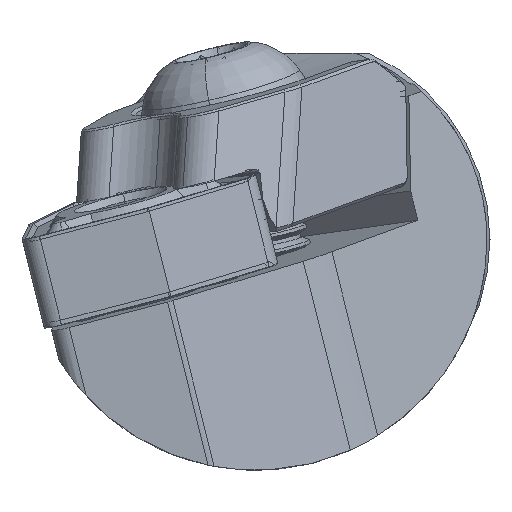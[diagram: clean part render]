
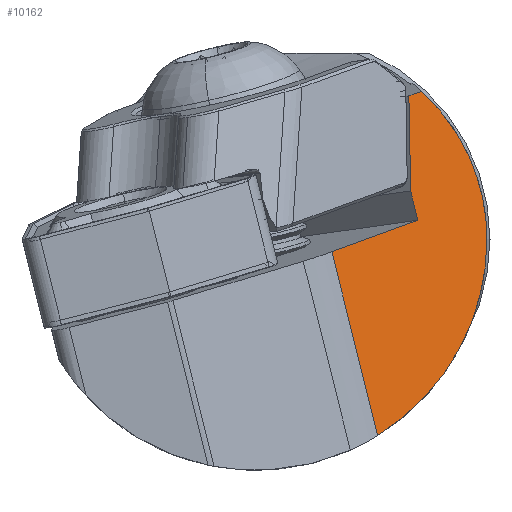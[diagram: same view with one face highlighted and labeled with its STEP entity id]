
A CAD part, left-side view. The second image highlights one B-rep face of the part: STEP entity #10162.
In plain terms, the highlighted planar face has unit normal (-0.694, -0.713, 0.102).
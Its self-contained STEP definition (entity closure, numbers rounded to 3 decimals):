
#177 = CARTESIAN_POINT ( 'NONE',  ( -158.339, -15.05, 6.995 ) ) ;
#262 = CARTESIAN_POINT ( 'NONE',  ( -163.803, -10.85, -0.82 ) ) ;
#538 = VERTEX_POINT ( 'NONE', #3337 ) ;
#816 = CARTESIAN_POINT ( 'NONE',  ( -163.803, -10.85, -0.82 ) ) ;
#1139 = LINE ( 'NONE', #262, #13121 ) ;
#1266 = VERTEX_POINT ( 'NONE', #1743 ) ;
#1609 = VERTEX_POINT ( 'NONE', #816 ) ;
#1743 = CARTESIAN_POINT ( 'NONE',  ( -158.789, -14.633, 6.842 ) ) ;
#1823 = ORIENTED_EDGE ( 'NONE', *, *, #3274, .F. ) ;
#2163 = VECTOR ( 'NONE', #3946, 1000. ) ;
#2231 = VERTEX_POINT ( 'NONE', #9791 ) ;
#2256 = EDGE_CURVE ( 'NONE', #11740, #1266, #12883, .T. ) ;
#2431 = ORIENTED_EDGE ( 'NONE', *, *, #14776, .F. ) ;
#2560 = DIRECTION ( 'NONE',  ( 0.712, -0.659, 0.241 ) ) ;
#2829 = ORIENTED_EDGE ( 'NONE', *, *, #10762, .T. ) ;
#3274 = EDGE_CURVE ( 'NONE', #1266, #9029, #13257, .T. ) ;
#3337 = CARTESIAN_POINT ( 'NONE',  ( -159.23, -15.082, 0.731 ) ) ;
#3515 =( BOUNDED_CURVE ( )  B_SPLINE_CURVE ( 3, ( #11833, #10854, #4883, #7318 ),
 .UNSPECIFIED., .F., .F. ) 
 B_SPLINE_CURVE_WITH_KNOTS ( ( 4, 4 ),
 ( 3.284, 4.3 ),
 .UNSPECIFIED. ) 
 CURVE ( )  GEOMETRIC_REPRESENTATION_ITEM ( )  RATIONAL_B_SPLINE_CURVE ( ( 1., 0.916, 0.916, 1. ) ) 
 REPRESENTATION_ITEM ( '' )  );
#3614 = CARTESIAN_POINT ( 'NONE',  ( -156.26, -17.336, 5.177 ) ) ;
#3680 = EDGE_LOOP ( 'NONE', ( #8091, #10252, #2829, #13400, #2431, #1823, #11312 ) ) ;
#3946 = DIRECTION ( 'NONE',  ( 0.127, 0.019, 0.992 ) ) ;
#4759 = FACE_OUTER_BOUND ( 'NONE', #3680, .T. ) ;
#4883 = CARTESIAN_POINT ( 'NONE',  ( -159.007, -16.517, -7.736 ) ) ;
#5087 = PLANE ( 'NONE',  #11515 ) ;
#5228 =( BOUNDED_CURVE ( )  B_SPLINE_CURVE ( 3, ( #10573, #3614, #10525, #12726 ),
 .UNSPECIFIED., .F., .T. ) 
 B_SPLINE_CURVE_WITH_KNOTS ( ( 4, 4 ),
 ( 2.453, 3.284 ),
 .UNSPECIFIED. ) 
 CURVE ( )  GEOMETRIC_REPRESENTATION_ITEM ( )  RATIONAL_B_SPLINE_CURVE ( ( 1., 0.943, 0.943, 1. ) ) 
 REPRESENTATION_ITEM ( '' )  );
#5901 = DIRECTION ( 'NONE',  ( 0.105, -0.241, -0.965 ) ) ;
#6212 = DIRECTION ( 'NONE',  ( 0.716, -0.698, 0. ) ) ;
#6363 = CARTESIAN_POINT ( 'NONE',  ( -192.039, 54.142, 259.85 ) ) ;
#6765 = LINE ( 'NONE', #14911, #14524 ) ;
#7318 = CARTESIAN_POINT ( 'NONE',  ( -162.824, -13.103, -9.853 ) ) ;
#7664 = CARTESIAN_POINT ( 'NONE',  ( -127.319, -9.921, 252.797 ) ) ;
#8091 = ORIENTED_EDGE ( 'NONE', *, *, #13615, .T. ) ;
#9029 = VERTEX_POINT ( 'NONE', #9616 ) ;
#9276 = DIRECTION ( 'NONE',  ( 0.105, -0.241, -0.965 ) ) ;
#9462 = CARTESIAN_POINT ( 'NONE',  ( -158.564, -14.841, 6.919 ) ) ;
#9514 = CARTESIAN_POINT ( 'NONE',  ( -158.789, -14.633, 6.842 ) ) ;
#9616 = CARTESIAN_POINT ( 'NONE',  ( -158.114, -15.258, 7.071 ) ) ;
#9791 = CARTESIAN_POINT ( 'NONE',  ( -155.889, -18.471, -0.207 ) ) ;
#10162 = ADVANCED_FACE ( 'NONE', ( #4759 ), #5087, .F. ) ;
#10252 = ORIENTED_EDGE ( 'NONE', *, *, #12470, .F. ) ;
#10490 = CARTESIAN_POINT ( 'NONE',  ( -162.824, -13.103, -9.853 ) ) ;
#10525 = CARTESIAN_POINT ( 'NONE',  ( -155.474, -18.471, 2.605 ) ) ;
#10573 = CARTESIAN_POINT ( 'NONE',  ( -158.114, -15.258, 7.071 ) ) ;
#10762 = EDGE_CURVE ( 'NONE', #1609, #14153, #6765, .T. ) ;
#10854 = CARTESIAN_POINT ( 'NONE',  ( -156.482, -18.471, -4.225 ) ) ;
#11312 = ORIENTED_EDGE ( 'NONE', *, *, #2256, .F. ) ;
#11515 = AXIS2_PLACEMENT_3D ( 'NONE', #6363, #13232, #6212 ) ;
#11740 = VERTEX_POINT ( 'NONE', #14537 ) ;
#11754 = VECTOR ( 'NONE', #5901, 1000. ) ;
#11833 = CARTESIAN_POINT ( 'NONE',  ( -155.889, -18.471, -0.207 ) ) ;
#12447 = EDGE_CURVE ( 'NONE', #2231, #14153, #3515, .T. ) ;
#12470 = EDGE_CURVE ( 'NONE', #1609, #538, #1139, .T. ) ;
#12726 = CARTESIAN_POINT ( 'NONE',  ( -155.889, -18.471, -0.207 ) ) ;
#12883 = LINE ( 'NONE', #7664, #2163 ) ;
#13121 = VECTOR ( 'NONE', #2560, 1000. ) ;
#13232 = DIRECTION ( 'NONE',  ( 0.694, 0.713, -0.102 ) ) ;
#13257 = B_SPLINE_CURVE_WITH_KNOTS ( 'NONE', 3,
 ( #9514, #9462, #177, #14183 ),
 .UNSPECIFIED., .F., .F.,
 ( 4, 4 ),
 ( 0.015, 0.016 ),
 .UNSPECIFIED. ) ;
#13400 = ORIENTED_EDGE ( 'NONE', *, *, #12447, .F. ) ;
#13615 = EDGE_CURVE ( 'NONE', #11740, #538, #14839, .T. ) ;
#14153 = VERTEX_POINT ( 'NONE', #10490 ) ;
#14183 = CARTESIAN_POINT ( 'NONE',  ( -158.114, -15.258, 7.071 ) ) ;
#14524 = VECTOR ( 'NONE', #9276, 1000. ) ;
#14537 = CARTESIAN_POINT ( 'NONE',  ( -159.386, -14.723, 2.173 ) ) ;
#14776 = EDGE_CURVE ( 'NONE', #9029, #2231, #5228, .T. ) ;
#14839 = LINE ( 'NONE', #14923, #11754 ) ;
#14911 = CARTESIAN_POINT ( 'NONE',  ( -192.039, 54.142, 259.85 ) ) ;
#14923 = CARTESIAN_POINT ( 'NONE',  ( -187.466, 49.91, 261.401 ) ) ;
